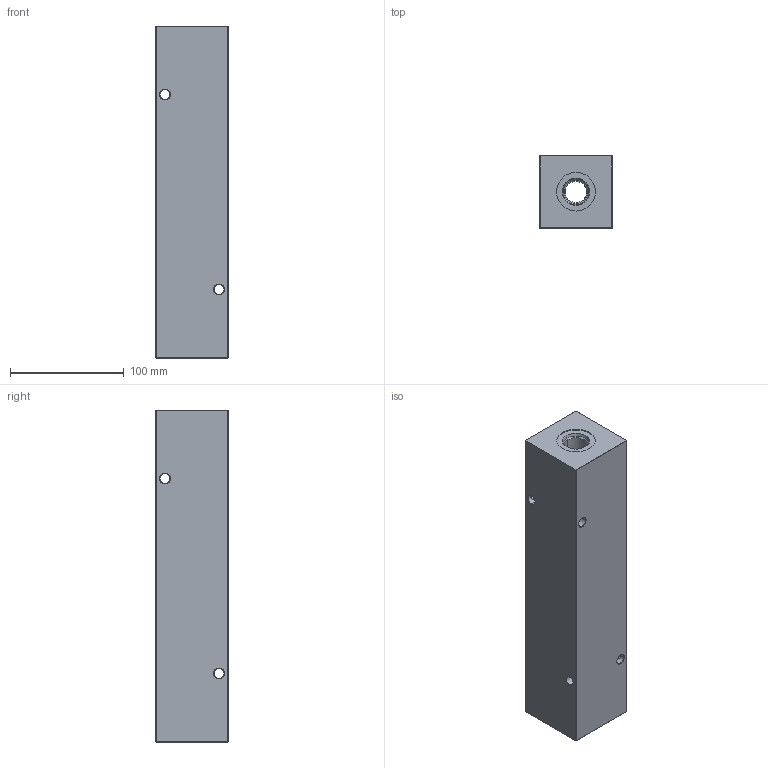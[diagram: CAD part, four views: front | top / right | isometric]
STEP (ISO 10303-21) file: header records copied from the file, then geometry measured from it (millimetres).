
FILE_DESCRIPTION (( 'STEP AP203' ), '1' );
FILE_NAME ('HM-5-0-S-10-6.STEP', '2020-10-01T20:58:22', ( '' ), ( '' ), 'SwSTEP 2.0', 'SolidWorks 2019', '' );
FILE_SCHEMA (( 'CONFIG_CONTROL_DESIGN' ));
Length unit declared in the file: inch
Products named in the file (1): HM-5-0-S-10-6
Bounding box: 63.5 x 63.5 x 292.1 mm (x, y, z)
Volume: 1060469.1 mm3; surface area: 108471.8 mm2
Topology: 1 solids, 1 shells, 541 faces, 1393 edges, 896 vertices
Faces by surface type: plane 233, bspline 194, cone 58, cylinder 56
Entity records: 26238 total; most frequent: CARTESIAN_POINT 14285, ORIENTED_EDGE 2786, DIRECTION 1805, EDGE_CURVE 1393, VERTEX_POINT 896, LINE 829, VECTOR 829, EDGE_LOOP 607
